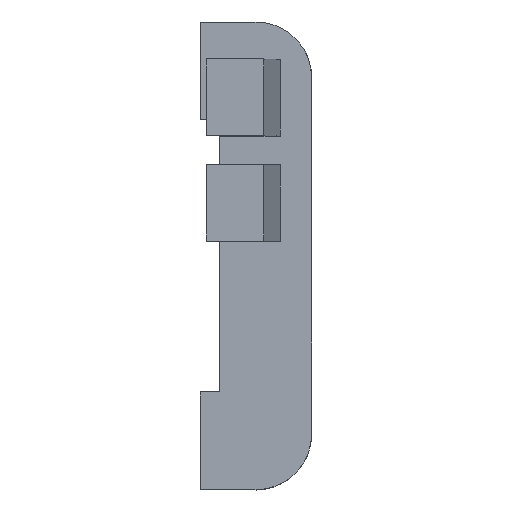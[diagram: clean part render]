
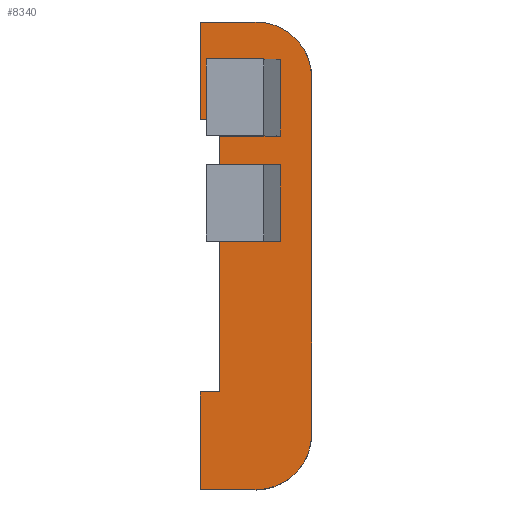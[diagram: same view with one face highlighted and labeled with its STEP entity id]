
A CAD part, top view. The second image highlights one B-rep face of the part: STEP entity #8340.
In plain terms, the highlighted planar face has unit normal (0, 0, 1).
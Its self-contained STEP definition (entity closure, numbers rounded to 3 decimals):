
#100=CARTESIAN_POINT('',(-7.631,5.8,3.94));
#110=VERTEX_POINT('',#100);
#160=CARTESIAN_POINT('',(22.661,5.8,3.94));
#170=DIRECTION('',(1.,0.,0.));
#180=VECTOR('',#170,1.);
#190=LINE('',#160,#180);
#200=CARTESIAN_POINT('',(-12.731,5.8,3.94));
#210=VERTEX_POINT('',#200);
#220=EDGE_CURVE('',#210,#110,#190,.T.);
#600=CARTESIAN_POINT('',(-26.931,5.8,3.94));
#610=VERTEX_POINT('',#600);
#660=CARTESIAN_POINT('',(22.661,5.8,3.94));
#670=DIRECTION('',(1.,0.,0.));
#680=VECTOR('',#670,1.);
#690=LINE('',#660,#680);
#700=CARTESIAN_POINT('',(-32.031,5.8,3.94));
#710=VERTEX_POINT('',#700);
#720=EDGE_CURVE('',#710,#610,#690,.T.);
#5210=CARTESIAN_POINT('',(-26.931,4.8,3.94));
#5220=VERTEX_POINT('',#5210);
#5250=CARTESIAN_POINT('',(-26.931,5.8,3.94));
#5260=DIRECTION('',(0.,1.,0.));
#5270=VECTOR('',#5260,1.);
#5280=LINE('',#5250,#5270);
#5290=EDGE_CURVE('',#5220,#610,#5280,.T.);
#5590=CARTESIAN_POINT('',(-29.131,0.,
3.94));
#5600=VERTEX_POINT('',#5590);
#5630=CARTESIAN_POINT('',(22.661,0.,3.94));
#5640=DIRECTION('',(1.,0.,0.));
#5650=VECTOR('',#5640,1.);
#5660=LINE('',#5630,#5650);
#5670=CARTESIAN_POINT('',(-10.531,0.,
3.94));
#5680=VERTEX_POINT('',#5670);
#5690=EDGE_CURVE('',#5600,#5680,#5660,.T.);
#6040=CARTESIAN_POINT('',(-7.631,2.9,3.94));
#6050=VERTEX_POINT('',#6040);
#6080=CARTESIAN_POINT('',(-7.631,5.8,3.94));
#6090=DIRECTION('',(0.,1.,0.));
#6100=VECTOR('',#6090,1.);
#6110=LINE('',#6080,#6100);
#6120=EDGE_CURVE('',#6050,#110,#6110,.T.);
#6600=CARTESIAN_POINT('',(-13.581,4.8,3.94));
#6610=VERTEX_POINT('',#6600);
#6640=CARTESIAN_POINT('',(22.661,4.8,
3.94));
#6650=DIRECTION('',(1.,0.,0.));
#6660=VECTOR('',#6650,1.);
#6670=LINE('',#6640,#6660);
#6680=CARTESIAN_POINT('',(-15.081,4.8,3.94));
#6690=VERTEX_POINT('',#6680);
#6700=EDGE_CURVE('',#6690,#6610,#6670,.T.);
#6920=CARTESIAN_POINT('',(-19.081,4.8,3.94));
#6930=VERTEX_POINT('',#6920);
#6960=EDGE_CURVE('',#5220,#6930,#6670,.T.);
#7110=CARTESIAN_POINT('',(-12.731,4.8,3.94));
#7120=VERTEX_POINT('',#7110);
#7150=CARTESIAN_POINT('',(22.661,4.8,3.94));
#7160=DIRECTION('',(1.,0.,0.));
#7170=VECTOR('',#7160,1.);
#7180=LINE('',#7150,#7170);
#7190=CARTESIAN_POINT('',(-9.581,4.8,3.94));
#7200=VERTEX_POINT('',#7190);
#7210=EDGE_CURVE('',#7120,#7200,#7180,.T.);
#7470=CARTESIAN_POINT('',(-7.631,5.8,3.94));
#7480=DIRECTION('',(0.,0.,-1.));
#7490=DIRECTION('',(1.,0.,0.));
#7500=AXIS2_PLACEMENT_3D('',#7470,#7480,#7490);
#7510=PLANE('',#7500);
#7520=ORIENTED_EDGE('',*,*,#6120,.T.);
#7530=CARTESIAN_POINT('',(-10.531,2.9,3.94));
#7540=DIRECTION('',(0.,0.,1.));
#7550=DIRECTION('',(-1.,0.,0.));
#7560=AXIS2_PLACEMENT_3D('',#7530,#7540,#7550);
#7570=CIRCLE('',#7560,2.9);
#7580=EDGE_CURVE('',#5680,#6050,#7570,.T.);
#7590=ORIENTED_EDGE('',*,*,#7580,.T.);
#7600=ORIENTED_EDGE('',*,*,#5690,.T.);
#7610=CARTESIAN_POINT('',(-29.131,2.9,3.94));
#7620=DIRECTION('',(0.,0.,1.));
#7630=DIRECTION('',(-1.,0.,0.));
#7640=AXIS2_PLACEMENT_3D('',#7610,#7620,#7630);
#7650=CIRCLE('',#7640,2.9);
#7660=CARTESIAN_POINT('',(-32.031,2.9,3.94));
#7670=VERTEX_POINT('',#7660);
#7680=EDGE_CURVE('',#7670,#5600,#7650,.T.);
#7690=ORIENTED_EDGE('',*,*,#7680,.T.);
#7700=CARTESIAN_POINT('',(-32.031,5.8,3.94));
#7710=DIRECTION('',(0.,-1.,0.));
#7720=VECTOR('',#7710,1.);
#7730=LINE('',#7700,#7720);
#7740=EDGE_CURVE('',#710,#7670,#7730,.T.);
#7750=ORIENTED_EDGE('',*,*,#7740,.T.);
#7760=ORIENTED_EDGE('',*,*,#720,.F.);
#7770=ORIENTED_EDGE('',*,*,#5290,.T.);
#7780=ORIENTED_EDGE('',*,*,#6960,.F.);
#7790=CARTESIAN_POINT('',(-19.081,5.8,3.94));
#7800=DIRECTION('',(0.,-1.,0.));
#7810=VECTOR('',#7800,1.);
#7820=LINE('',#7790,#7810);
#7830=CARTESIAN_POINT('',(-19.081,1.641,
3.94));
#7840=VERTEX_POINT('',#7830);
#7850=EDGE_CURVE('',#6930,#7840,#7820,.T.);
#7860=ORIENTED_EDGE('',*,*,#7850,.F.);
#7870=CARTESIAN_POINT('',(22.661,1.641,
3.94));
#7880=DIRECTION('',(-1.,0.,0.));
#7890=VECTOR('',#7880,1.);
#7900=LINE('',#7870,#7890);
#7910=CARTESIAN_POINT('',(-15.081,1.641,
3.94));
#7920=VERTEX_POINT('',#7910);
#7930=EDGE_CURVE('',#7920,#7840,#7900,.T.);
#7940=ORIENTED_EDGE('',*,*,#7930,.T.);
#7950=CARTESIAN_POINT('',(-15.081,5.8,3.94));
#7960=DIRECTION('',(0.,1.,0.));
#7970=VECTOR('',#7960,1.);
#7980=LINE('',#7950,#7970);
#7990=EDGE_CURVE('',#7920,#6690,#7980,.T.);
#8000=ORIENTED_EDGE('',*,*,#7990,.F.);
#8010=ORIENTED_EDGE('',*,*,#6700,.F.);
#8020=CARTESIAN_POINT('',(-13.581,5.8,3.94));
#8030=DIRECTION('',(0.,-1.,0.));
#8040=VECTOR('',#8030,1.);
#8050=LINE('',#8020,#8040);
#8060=CARTESIAN_POINT('',(-13.581,1.641,
3.94));
#8070=VERTEX_POINT('',#8060);
#8080=EDGE_CURVE('',#6610,#8070,#8050,.T.);
#8090=ORIENTED_EDGE('',*,*,#8080,.F.);
#8100=CARTESIAN_POINT('',(22.661,1.641,
3.94));
#8110=DIRECTION('',(-1.,0.,0.));
#8120=VECTOR('',#8110,1.);
#8130=LINE('',#8100,#8120);
#8140=CARTESIAN_POINT('',(-9.581,1.641,
3.94));
#8150=VERTEX_POINT('',#8140);
#8160=EDGE_CURVE('',#8150,#8070,#8130,.T.);
#8170=ORIENTED_EDGE('',*,*,#8160,.T.);
#8180=CARTESIAN_POINT('',(-9.581,5.8,3.94));
#8190=DIRECTION('',(0.,1.,0.));
#8200=VECTOR('',#8190,1.);
#8210=LINE('',#8180,#8200);
#8220=EDGE_CURVE('',#8150,#7200,#8210,.T.);
#8230=ORIENTED_EDGE('',*,*,#8220,.F.);
#8240=ORIENTED_EDGE('',*,*,#7210,.T.);
#8250=CARTESIAN_POINT('',(-12.731,5.8,3.94));
#8260=DIRECTION('',(0.,1.,0.));
#8270=VECTOR('',#8260,1.);
#8280=LINE('',#8250,#8270);
#8290=EDGE_CURVE('',#7120,#210,#8280,.T.);
#8300=ORIENTED_EDGE('',*,*,#8290,.F.);
#8310=ORIENTED_EDGE('',*,*,#220,.F.);
#8320=EDGE_LOOP('',(#8310,#8300,#8240,#8230,#8170,#8090,#8010,#8000,
#7940,#7860,#7780,#7770,#7760,#7750,#7690,#7600,#7590,#7520));
#8330=FACE_OUTER_BOUND('',#8320,.T.);
#8340=ADVANCED_FACE('',(#8330),#7510,.F.);
